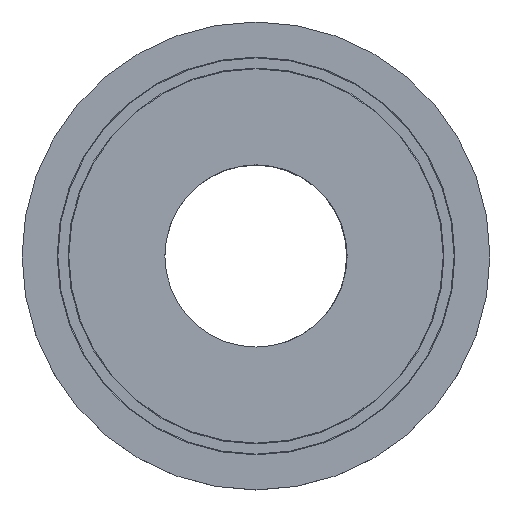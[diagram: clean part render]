
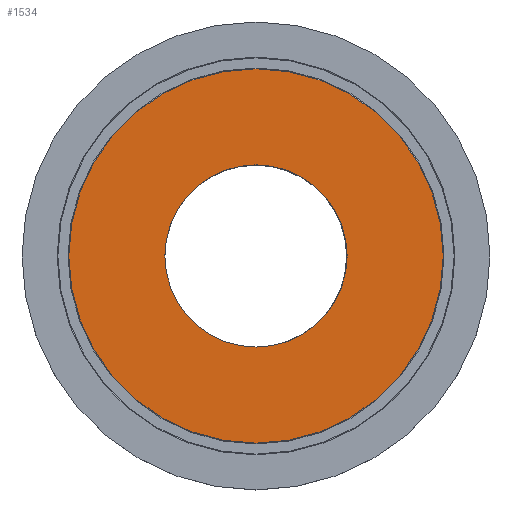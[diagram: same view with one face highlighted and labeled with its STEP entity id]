
A CAD part, top view. The second image highlights one B-rep face of the part: STEP entity #1534.
In plain terms, the highlighted planar face has unit normal (0, 0, 1).
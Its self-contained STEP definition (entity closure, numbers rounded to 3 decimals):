
#81 = AXIS2_PLACEMENT_3D ( 'NONE', #1356, #1347, #1327 ) ;
#111 = AXIS2_PLACEMENT_3D ( 'NONE', #162, #1687, #144 ) ;
#144 = DIRECTION ( 'NONE',  ( -1., 0., 0. ) ) ;
#153 = EDGE_LOOP ( 'NONE', ( #634, #946 ) ) ;
#162 = CARTESIAN_POINT ( 'NONE',  ( 0., 0., 0. ) ) ;
#204 = CARTESIAN_POINT ( 'NONE',  ( 35.05, 0., 0. ) ) ;
#324 = PLANE ( 'NONE',  #111 ) ;
#391 = FACE_BOUND ( 'NONE', #578, .T. ) ;
#407 = AXIS2_PLACEMENT_3D ( 'NONE', #1108, #1102, #1093 ) ;
#422 = ORIENTED_EDGE ( 'NONE', *, *, #1029, .T. ) ;
#438 = DIRECTION ( 'NONE',  ( 1., 0., 0. ) ) ;
#482 = DIRECTION ( 'NONE',  ( 0., 0., 1. ) ) ;
#528 = VERTEX_POINT ( 'NONE', #204 ) ;
#578 = EDGE_LOOP ( 'NONE', ( #1639, #422 ) ) ;
#634 = ORIENTED_EDGE ( 'NONE', *, *, #933, .T. ) ;
#639 = VERTEX_POINT ( 'NONE', #2193 ) ;
#685 = CIRCLE ( 'NONE', #1490, 72. ) ;
#837 = CIRCLE ( 'NONE', #1158, 72. ) ;
#933 = EDGE_CURVE ( 'NONE', #1494, #639, #837, .T. ) ;
#946 = ORIENTED_EDGE ( 'NONE', *, *, #1774, .T. ) ;
#963 = FACE_OUTER_BOUND ( 'NONE', #153, .T. ) ;
#1029 = EDGE_CURVE ( 'NONE', #528, #2194, #1263, .T. ) ;
#1091 = EDGE_CURVE ( 'NONE', #2194, #528, #1217, .T. ) ;
#1093 = DIRECTION ( 'NONE',  ( -1., 0., 0. ) ) ;
#1100 = CARTESIAN_POINT ( 'NONE',  ( 72., 0., 0. ) ) ;
#1102 = DIRECTION ( 'NONE',  ( 0., 0., -1. ) ) ;
#1108 = CARTESIAN_POINT ( 'NONE',  ( 0., 0., 0. ) ) ;
#1158 = AXIS2_PLACEMENT_3D ( 'NONE', #2032, #2024, #2017 ) ;
#1217 = CIRCLE ( 'NONE', #407, 35.05 ) ;
#1263 = CIRCLE ( 'NONE', #81, 35.05 ) ;
#1327 = DIRECTION ( 'NONE',  ( -1., 0., 0. ) ) ;
#1347 = DIRECTION ( 'NONE',  ( 0., 0., -1. ) ) ;
#1356 = CARTESIAN_POINT ( 'NONE',  ( 0., 0., 0. ) ) ;
#1490 = AXIS2_PLACEMENT_3D ( 'NONE', #1545, #482, #438 ) ;
#1494 = VERTEX_POINT ( 'NONE', #1100 ) ;
#1534 = ADVANCED_FACE ( 'NONE', ( #391, #963 ), #324, .F. ) ;
#1545 = CARTESIAN_POINT ( 'NONE',  ( 0., 0., 0. ) ) ;
#1639 = ORIENTED_EDGE ( 'NONE', *, *, #1091, .T. ) ;
#1687 = DIRECTION ( 'NONE',  ( 0., 0., -1. ) ) ;
#1774 = EDGE_CURVE ( 'NONE', #639, #1494, #685, .T. ) ;
#2017 = DIRECTION ( 'NONE',  ( 1., 0., 0. ) ) ;
#2024 = DIRECTION ( 'NONE',  ( 0., 0., 1. ) ) ;
#2032 = CARTESIAN_POINT ( 'NONE',  ( 0., 0., 0. ) ) ;
#2193 = CARTESIAN_POINT ( 'NONE',  ( -72., 0., 0. ) ) ;
#2194 = VERTEX_POINT ( 'NONE', #2203 ) ;
#2203 = CARTESIAN_POINT ( 'NONE',  ( -35.05, 0., 0. ) ) ;
